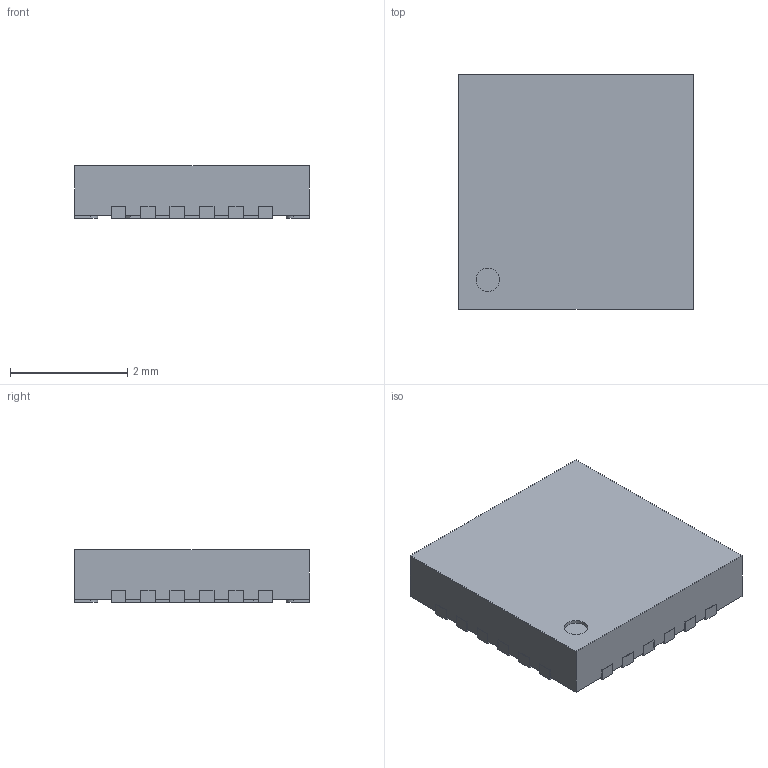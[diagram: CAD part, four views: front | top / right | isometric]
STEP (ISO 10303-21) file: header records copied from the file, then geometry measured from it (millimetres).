
FILE_DESCRIPTION (( 'STEP AP214' ), '1' );
FILE_NAME ('17036A3C-DFE2-4CA4-BB2E-648DE8DD50F0.STEP', '2023-05-06T19:51:41', ( '' ), ( '' ), 'SwSTEP 2.0', 'SolidWorks 2022', '' );
FILE_SCHEMA (( 'AUTOMOTIVE_DESIGN' ));
Length unit declared in the file: millimetre
Products named in the file (1): 17036A3C-DFE2-4CA4-BB2E-648DE8DD50F0
Bounding box: 4.01 x 4.01 x 0.9 mm (x, y, z)
Volume: 14.1 mm3; surface area: 47.7 mm2
Topology: 1 solids, 1 shells, 210 faces, 618 edges, 412 vertices
Faces by surface type: plane 157, cylinder 53
Entity records: 9292 total; most frequent: CARTESIAN_POINT 1241, ORIENTED_EDGE 1236, DIRECTION 1146, EDGE_CURVE 618, VECTOR 512, LINE 512, VERTEX_POINT 412, AXIS2_PLACEMENT_3D 317
